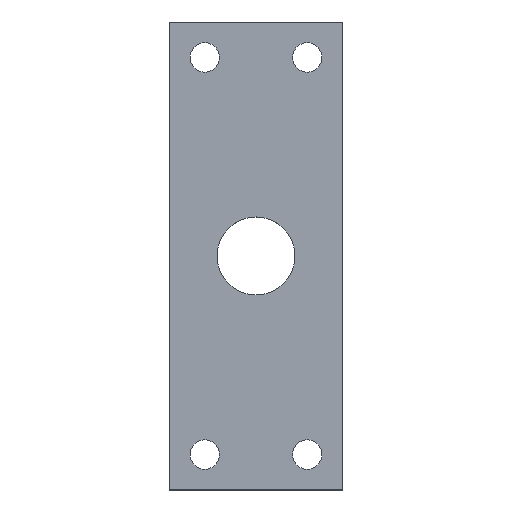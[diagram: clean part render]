
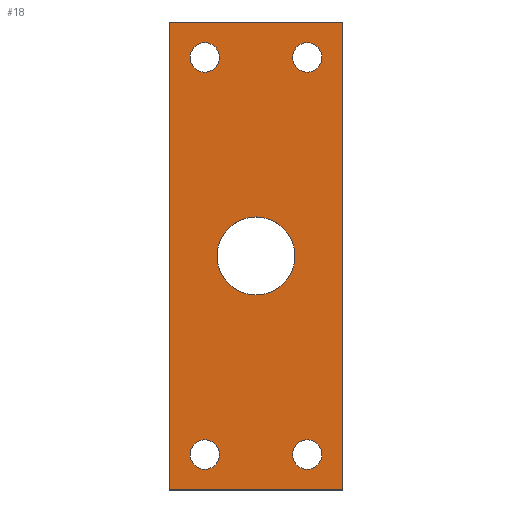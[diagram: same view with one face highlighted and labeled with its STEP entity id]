
A CAD part, top view. The second image highlights one B-rep face of the part: STEP entity #18.
In plain terms, the highlighted planar face has unit normal (0, 0, 1).
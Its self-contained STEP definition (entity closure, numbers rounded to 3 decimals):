
#2 = LINE ( 'NONE', #466, #301 ) ;
#5 = DIRECTION ( 'NONE',  ( 0., 0., 1. ) ) ;
#11 = ORIENTED_EDGE ( 'NONE', *, *, #553, .F. ) ;
#14 = DIRECTION ( 'NONE',  ( 1., 0., 0. ) ) ;
#16 = FACE_BOUND ( 'NONE', #544, .T. ) ;
#18 = ADVANCED_FACE ( 'NONE', ( #425, #177, #455, #16, #209, #129 ), #437, .F. ) ;
#25 = EDGE_LOOP ( 'NONE', ( #536, #509 ) ) ;
#26 = CARTESIAN_POINT ( 'NONE',  ( 27.721, 34.771, 68.035 ) ) ;
#28 = CARTESIAN_POINT ( 'NONE',  ( 32.221, 34.771, 68.035 ) ) ;
#34 = CARTESIAN_POINT ( 'NONE',  ( 32.926, 23.315, 68.035 ) ) ;
#35 = DIRECTION ( 'NONE',  ( 0., 0., 1. ) ) ;
#41 = ORIENTED_EDGE ( 'NONE', *, *, #238, .F. ) ;
#45 = CARTESIAN_POINT ( 'NONE',  ( 29.971, 34.771, 68.035 ) ) ;
#46 = EDGE_CURVE ( 'NONE', #254, #282, #518, .T. ) ;
#48 = VERTEX_POINT ( 'NONE', #56 ) ;
#56 = CARTESIAN_POINT ( 'NONE',  ( 33.776, 46.226, 68.035 ) ) ;
#60 = VERTEX_POINT ( 'NONE', #93 ) ;
#64 = CARTESIAN_POINT ( 'NONE',  ( 27.865, 23.315, 68.035 ) ) ;
#67 = DIRECTION ( 'NONE',  ( 0., 0., 1. ) ) ;
#69 = AXIS2_PLACEMENT_3D ( 'NONE', #115, #5, #560 ) ;
#75 = CARTESIAN_POINT ( 'NONE',  ( 32.926, 23.315, 68.035 ) ) ;
#79 = EDGE_CURVE ( 'NONE', #172, #269, #225, .T. ) ;
#82 = DIRECTION ( 'NONE',  ( 1., 0., 0. ) ) ;
#84 = CIRCLE ( 'NONE', #69, 0.85 ) ;
#85 = VERTEX_POINT ( 'NONE', #430 ) ;
#87 = EDGE_CURVE ( 'NONE', #458, #450, #447, .T. ) ;
#93 = CARTESIAN_POINT ( 'NONE',  ( 33.776, 23.315, 68.035 ) ) ;
#98 = DIRECTION ( 'NONE',  ( 0., 0., 1. ) ) ;
#107 = DIRECTION ( 'NONE',  ( 1., 0., 0. ) ) ;
#108 = CARTESIAN_POINT ( 'NONE',  ( 34.971, 21.271, 68.035 ) ) ;
#115 = CARTESIAN_POINT ( 'NONE',  ( 32.926, 46.226, 68.035 ) ) ;
#116 = CIRCLE ( 'NONE', #284, 0.85 ) ;
#117 = EDGE_CURVE ( 'NONE', #85, #445, #375, .T. ) ;
#118 = VECTOR ( 'NONE', #194, 1000. ) ;
#121 = CIRCLE ( 'NONE', #384, 0.85 ) ;
#126 = DIRECTION ( 'NONE',  ( 0., 0., 1. ) ) ;
#129 = FACE_BOUND ( 'NONE', #398, .T. ) ;
#138 = VERTEX_POINT ( 'NONE', #64 ) ;
#144 = DIRECTION ( 'NONE',  ( 1., 0., 0. ) ) ;
#145 = DIRECTION ( 'NONE',  ( 0., 0., 1. ) ) ;
#151 = DIRECTION ( 'NONE',  ( 0., 0., 1. ) ) ;
#155 = ORIENTED_EDGE ( 'NONE', *, *, #202, .F. ) ;
#163 = DIRECTION ( 'NONE',  ( 0., 0., -1. ) ) ;
#164 = CIRCLE ( 'NONE', #321, 0.85 ) ;
#172 = VERTEX_POINT ( 'NONE', #501 ) ;
#174 = VERTEX_POINT ( 'NONE', #237 ) ;
#177 = FACE_BOUND ( 'NONE', #216, .T. ) ;
#187 = ORIENTED_EDGE ( 'NONE', *, *, #374, .F. ) ;
#189 = EDGE_CURVE ( 'NONE', #282, #172, #2, .T. ) ;
#192 = DIRECTION ( 'NONE',  ( 0., 1., 0. ) ) ;
#194 = DIRECTION ( 'NONE',  ( 1., 0., 0. ) ) ;
#200 = AXIS2_PLACEMENT_3D ( 'NONE', #418, #145, #107 ) ;
#202 = EDGE_CURVE ( 'NONE', #138, #302, #260, .T. ) ;
#203 = CIRCLE ( 'NONE', #545, 0.85 ) ;
#206 = DIRECTION ( 'NONE',  ( 0., 0., 1. ) ) ;
#207 = AXIS2_PLACEMENT_3D ( 'NONE', #440, #163, #480 ) ;
#208 = CARTESIAN_POINT ( 'NONE',  ( 32.076, 23.315, 68.035 ) ) ;
#209 = FACE_BOUND ( 'NONE', #474, .T. ) ;
#216 = EDGE_LOOP ( 'NONE', ( #359, #11 ) ) ;
#222 = AXIS2_PLACEMENT_3D ( 'NONE', #531, #446, #493 ) ;
#225 = LINE ( 'NONE', #389, #118 ) ;
#226 = EDGE_CURVE ( 'NONE', #450, #458, #529, .T. ) ;
#228 = ORIENTED_EDGE ( 'NONE', *, *, #405, .T. ) ;
#232 = LINE ( 'NONE', #270, #541 ) ;
#237 = CARTESIAN_POINT ( 'NONE',  ( 32.076, 46.226, 68.035 ) ) ;
#238 = EDGE_CURVE ( 'NONE', #174, #48, #84, .T. ) ;
#244 = CARTESIAN_POINT ( 'NONE',  ( 26.165, 23.315, 68.035 ) ) ;
#252 = DIRECTION ( 'NONE',  ( 1., 0., 0. ) ) ;
#254 = VERTEX_POINT ( 'NONE', #555 ) ;
#260 = CIRCLE ( 'NONE', #331, 0.85 ) ;
#269 = VERTEX_POINT ( 'NONE', #108 ) ;
#270 = CARTESIAN_POINT ( 'NONE',  ( 34.971, 48.271, 68.035 ) ) ;
#279 = CARTESIAN_POINT ( 'NONE',  ( 27.865, 46.226, 68.035 ) ) ;
#282 = VERTEX_POINT ( 'NONE', #435 ) ;
#284 = AXIS2_PLACEMENT_3D ( 'NONE', #372, #67, #498 ) ;
#295 = VERTEX_POINT ( 'NONE', #208 ) ;
#301 = VECTOR ( 'NONE', #515, 1000. ) ;
#302 = VERTEX_POINT ( 'NONE', #244 ) ;
#303 = DIRECTION ( 'NONE',  ( -1., 0., 0. ) ) ;
#321 = AXIS2_PLACEMENT_3D ( 'NONE', #75, #35, #567 ) ;
#331 = AXIS2_PLACEMENT_3D ( 'NONE', #345, #126, #252 ) ;
#332 = ORIENTED_EDGE ( 'NONE', *, *, #189, .T. ) ;
#344 = DIRECTION ( 'NONE',  ( 1., 0., 0. ) ) ;
#345 = CARTESIAN_POINT ( 'NONE',  ( 27.015, 23.315, 68.035 ) ) ;
#348 = VECTOR ( 'NONE', #303, 1000. ) ;
#351 = CARTESIAN_POINT ( 'NONE',  ( 24.971, 48.271, 68.035 ) ) ;
#359 = ORIENTED_EDGE ( 'NONE', *, *, #522, .F. ) ;
#364 = EDGE_CURVE ( 'NONE', #48, #174, #203, .T. ) ;
#369 = AXIS2_PLACEMENT_3D ( 'NONE', #548, #538, #14 ) ;
#372 = CARTESIAN_POINT ( 'NONE',  ( 27.015, 46.226, 68.035 ) ) ;
#374 = EDGE_CURVE ( 'NONE', #445, #85, #116, .T. ) ;
#375 = CIRCLE ( 'NONE', #200, 0.85 ) ;
#384 = AXIS2_PLACEMENT_3D ( 'NONE', #34, #151, #82 ) ;
#387 = ORIENTED_EDGE ( 'NONE', *, *, #390, .F. ) ;
#388 = ORIENTED_EDGE ( 'NONE', *, *, #117, .F. ) ;
#389 = CARTESIAN_POINT ( 'NONE',  ( 24.971, 21.271, 68.035 ) ) ;
#390 = EDGE_CURVE ( 'NONE', #302, #138, #508, .T. ) ;
#398 = EDGE_LOOP ( 'NONE', ( #387, #155 ) ) ;
#405 = EDGE_CURVE ( 'NONE', #269, #254, #232, .T. ) ;
#407 = ORIENTED_EDGE ( 'NONE', *, *, #46, .T. ) ;
#409 = ORIENTED_EDGE ( 'NONE', *, *, #364, .F. ) ;
#418 = CARTESIAN_POINT ( 'NONE',  ( 27.015, 46.226, 68.035 ) ) ;
#425 = FACE_OUTER_BOUND ( 'NONE', #535, .T. ) ;
#427 = ORIENTED_EDGE ( 'NONE', *, *, #79, .T. ) ;
#430 = CARTESIAN_POINT ( 'NONE',  ( 26.165, 46.226, 68.035 ) ) ;
#435 = CARTESIAN_POINT ( 'NONE',  ( 24.971, 48.271, 68.035 ) ) ;
#437 = PLANE ( 'NONE',  #207 ) ;
#440 = CARTESIAN_POINT ( 'NONE',  ( 0., 0., 68.035 ) ) ;
#445 = VERTEX_POINT ( 'NONE', #279 ) ;
#446 = DIRECTION ( 'NONE',  ( 0., 0., 1. ) ) ;
#447 = CIRCLE ( 'NONE', #222, 2.25 ) ;
#450 = VERTEX_POINT ( 'NONE', #28 ) ;
#455 = FACE_BOUND ( 'NONE', #25, .T. ) ;
#458 = VERTEX_POINT ( 'NONE', #26 ) ;
#466 = CARTESIAN_POINT ( 'NONE',  ( 24.971, 48.271, 68.035 ) ) ;
#474 = EDGE_LOOP ( 'NONE', ( #388, #187 ) ) ;
#480 = DIRECTION ( 'NONE',  ( -1., 0., 0. ) ) ;
#493 = DIRECTION ( 'NONE',  ( 1., 0., 0. ) ) ;
#496 = CARTESIAN_POINT ( 'NONE',  ( 32.926, 46.226, 68.035 ) ) ;
#498 = DIRECTION ( 'NONE',  ( 1., 0., 0. ) ) ;
#501 = CARTESIAN_POINT ( 'NONE',  ( 24.971, 21.271, 68.035 ) ) ;
#508 = CIRCLE ( 'NONE', #369, 0.85 ) ;
#509 = ORIENTED_EDGE ( 'NONE', *, *, #226, .F. ) ;
#515 = DIRECTION ( 'NONE',  ( 0., -1., 0. ) ) ;
#516 = AXIS2_PLACEMENT_3D ( 'NONE', #45, #206, #344 ) ;
#518 = LINE ( 'NONE', #351, #348 ) ;
#522 = EDGE_CURVE ( 'NONE', #295, #60, #121, .T. ) ;
#529 = CIRCLE ( 'NONE', #516, 2.25 ) ;
#531 = CARTESIAN_POINT ( 'NONE',  ( 29.971, 34.771, 68.035 ) ) ;
#535 = EDGE_LOOP ( 'NONE', ( #407, #332, #427, #228 ) ) ;
#536 = ORIENTED_EDGE ( 'NONE', *, *, #87, .F. ) ;
#538 = DIRECTION ( 'NONE',  ( 0., 0., 1. ) ) ;
#541 = VECTOR ( 'NONE', #192, 1000. ) ;
#544 = EDGE_LOOP ( 'NONE', ( #41, #409 ) ) ;
#545 = AXIS2_PLACEMENT_3D ( 'NONE', #496, #98, #144 ) ;
#548 = CARTESIAN_POINT ( 'NONE',  ( 27.015, 23.315, 68.035 ) ) ;
#553 = EDGE_CURVE ( 'NONE', #60, #295, #164, .T. ) ;
#555 = CARTESIAN_POINT ( 'NONE',  ( 34.971, 48.271, 68.035 ) ) ;
#560 = DIRECTION ( 'NONE',  ( 1., 0., 0. ) ) ;
#567 = DIRECTION ( 'NONE',  ( 1., 0., 0. ) ) ;
